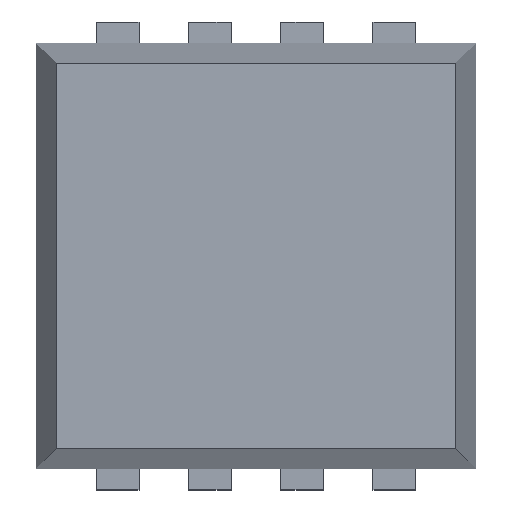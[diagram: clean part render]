
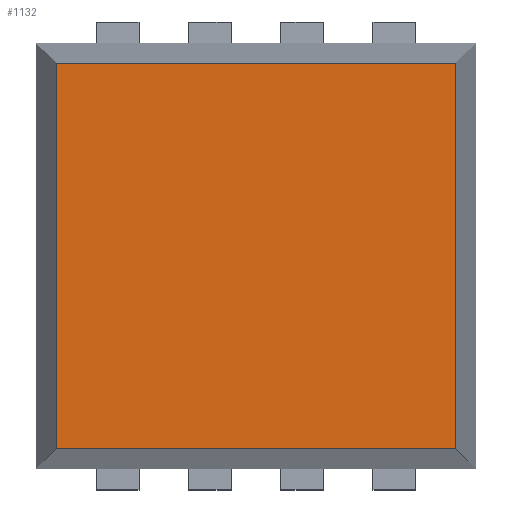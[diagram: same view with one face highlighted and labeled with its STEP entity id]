
A CAD part, top view. The second image highlights one B-rep face of the part: STEP entity #1132.
In plain terms, the highlighted planar face has unit normal (0, 0, 1).
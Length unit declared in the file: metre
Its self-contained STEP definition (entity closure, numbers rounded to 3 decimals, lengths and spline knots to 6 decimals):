
#302=ORIENTED_EDGE('',*,*,#460,.T.);
#303=ORIENTED_EDGE('',*,*,#464,.T.);
#304=ORIENTED_EDGE('',*,*,#467,.F.);
#305=ORIENTED_EDGE('',*,*,#469,.F.);
#460=EDGE_CURVE('',#569,#568,#712,.F.);
#464=EDGE_CURVE('',#568,#571,#716,.F.);
#467=EDGE_CURVE('',#573,#571,#719,.T.);
#469=EDGE_CURVE('',#569,#573,#721,.T.);
#568=VERTEX_POINT('',#1853);
#569=VERTEX_POINT('',#1855);
#571=VERTEX_POINT('',#1861);
#573=VERTEX_POINT('',#1867);
#712=LINE('',#1854,#864);
#716=LINE('',#1862,#868);
#719=LINE('',#1868,#871);
#721=LINE('',#1871,#873);
#864=VECTOR('',#1532,1.);
#868=VECTOR('',#1538,1.);
#871=VECTOR('',#1543,1.);
#873=VECTOR('',#1547,1.);
#940=EDGE_LOOP('',(#302,#303,#304,#305));
#1004=FACE_BOUND('',#940,.T.);
#1068=PLANE('',#1270);
#1132=ADVANCED_FACE('',(#1004),#1068,.T.);
#1270=AXIS2_PLACEMENT_3D('',#1872,#1548,#1549);
#1532=DIRECTION('',(0.,-1.,0.));
#1538=DIRECTION('',(1.,0.,0.));
#1543=DIRECTION('',(0.,1.,0.));
#1547=DIRECTION('',(-1.,0.,0.));
#1548=DIRECTION('',(0.,0.,1.));
#1549=DIRECTION('',(1.,0.,0.));
#1853=CARTESIAN_POINT('',(0.001409,0.001359,0.001));
#1854=CARTESIAN_POINT('',(0.001409,0.0015,0.001));
#1855=CARTESIAN_POINT('',(0.001409,-0.001359,0.001));
#1861=CARTESIAN_POINT('',(-0.001409,0.001359,0.001));
#1862=CARTESIAN_POINT('',(0.001338,0.001359,0.001));
#1867=CARTESIAN_POINT('',(-0.001409,-0.001359,0.001));
#1868=CARTESIAN_POINT('',(-0.001409,0.0015,0.001));
#1871=CARTESIAN_POINT('',(0.001338,-0.001359,0.001));
#1872=CARTESIAN_POINT('',(0.,0.000075,0.001));
